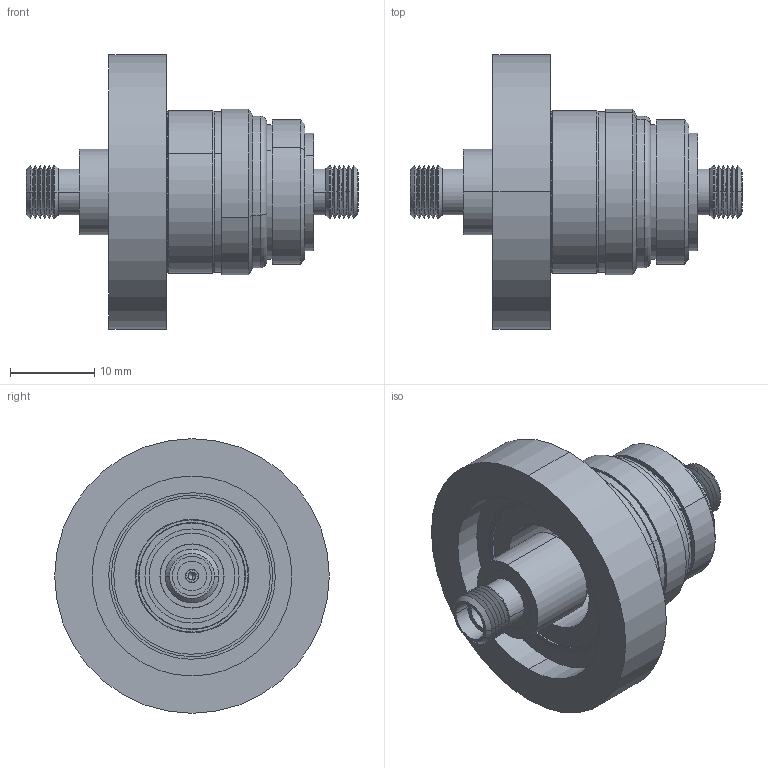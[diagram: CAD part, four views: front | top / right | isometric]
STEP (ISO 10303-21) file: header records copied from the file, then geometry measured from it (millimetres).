
FILE_DESCRIPTION (( 'STEP AP203' ), '1' );
FILE_NAME ('A1409-1-W.STEP', '2012-02-24T13:01:16', ( '' ), ( '' ), 'SwSTEP 2.0', 'SolidWorks 2011', '' );
FILE_SCHEMA (( 'CONFIG_CONTROL_DESIGN' ));
Length unit declared in the file: inch
Products named in the file (1): A1409-1-W
Bounding box: 39.45 x 32.64 x 32.64 mm (x, y, z)
Volume: 7775.6 mm3; surface area: 7723.2 mm2
Topology: 1 solids, 2 shells, 243 faces, 561 edges, 352 vertices
Faces by surface type: cylinder 90, cone 77, plane 70, torus 6
Entity records: 7006 total; most frequent: DIRECTION 1363, CARTESIAN_POINT 1149, ORIENTED_EDGE 1106, AXIS2_PLACEMENT_3D 566, EDGE_CURVE 553, VERTEX_POINT 352, CIRCLE 322, EDGE_LOOP 281
